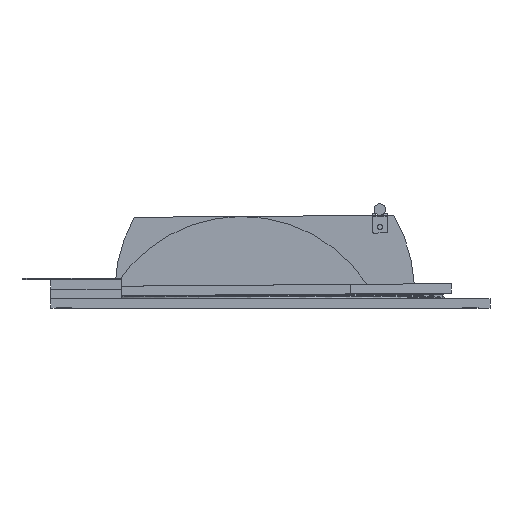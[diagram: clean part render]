
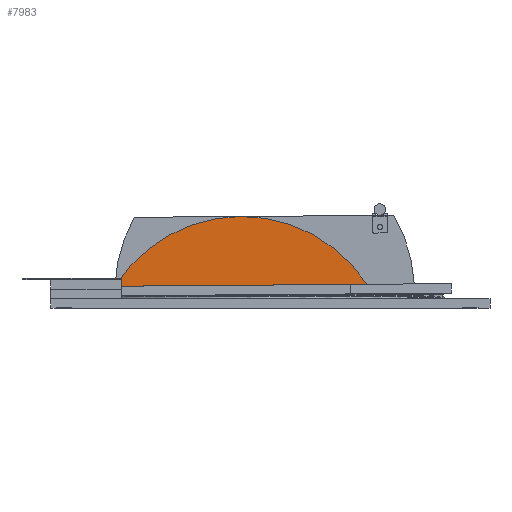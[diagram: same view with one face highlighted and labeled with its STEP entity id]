
A CAD part, left-side view. The second image highlights one B-rep face of the part: STEP entity #7983.
In plain terms, the highlighted planar face has unit normal (-1, 0, 0).
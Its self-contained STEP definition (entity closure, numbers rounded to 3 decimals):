
#924=LINE('',#16012,#1348);
#1348=VECTOR('',#10299,659.454);
#1662=PLANE('',#8686);
#2626=FACE_OUTER_BOUND('',#3344,.T.);
#3344=EDGE_LOOP('',(#6695,#6696));
#3931=CIRCLE('',#8684,392.);
#4470=VERTEX_POINT('',#16006);
#4471=VERTEX_POINT('',#16008);
#5283=EDGE_CURVE('',#4471,#4470,#3931,.T.);
#5285=EDGE_CURVE('',#4471,#4470,#924,.T.);
#6695=ORIENTED_EDGE('',*,*,#5283,.T.);
#6696=ORIENTED_EDGE('',*,*,#5285,.F.);
#7983=ADVANCED_FACE('',(#2626),#1662,.T.);
#8684=AXIS2_PLACEMENT_3D('',#16009,#10294,#10295);
#8686=AXIS2_PLACEMENT_3D('',#16014,#10301,#10302);
#10294=DIRECTION('center_axis',(-1.,0.,0.));
#10295=DIRECTION('ref_axis',(0.,0.845,0.534));
#10299=DIRECTION('',(0.,1.,-0.008));
#10301=DIRECTION('center_axis',(-1.,0.,0.));
#10302=DIRECTION('ref_axis',(0.,-1.,0.008));
#16006=CARTESIAN_POINT('',(-382.5,406.683,57.641));
#16008=CARTESIAN_POINT('',(-382.5,-252.752,62.705));
#16009=CARTESIAN_POINT('Origin',(-382.5,75.338,-151.821));
#16012=CARTESIAN_POINT('',(-382.5,-393.293,63.784));
#16014=CARTESIAN_POINT('Origin',(-382.5,406.683,57.641));
